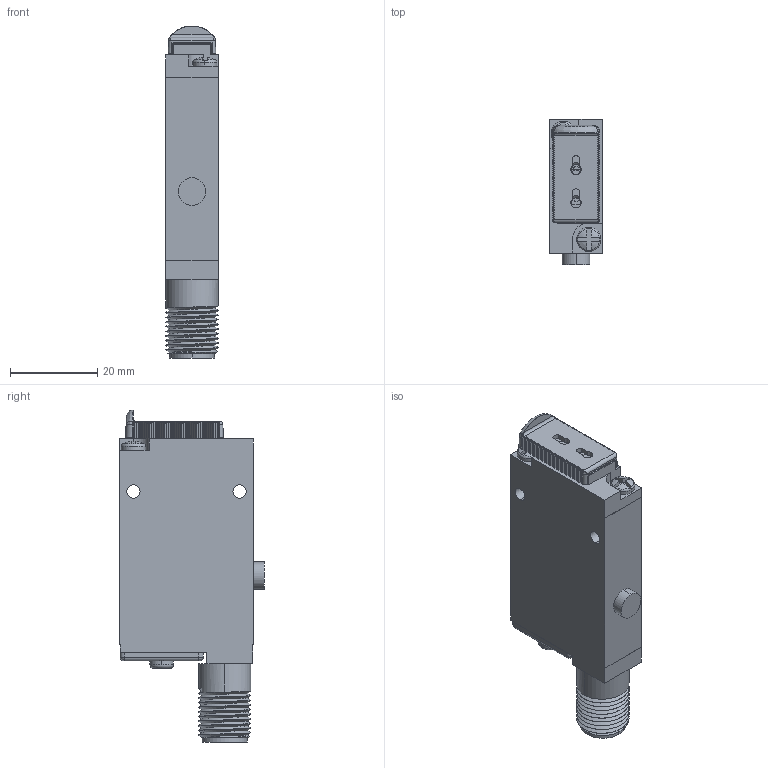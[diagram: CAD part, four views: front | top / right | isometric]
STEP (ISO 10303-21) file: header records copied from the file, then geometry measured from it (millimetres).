
FILE_DESCRIPTION((''),'2;1');
FILE_NAME('154480_SW','2011-01-10T',('banengservice'),('BANNER ENGINEERING'),'PRO/ENGINEER BY PARAMETRIC TECHNOLOGY CORPORATION, 2009141','PRO/ENGINEER BY PARAMETRIC TECHNOLOGY CORPORATION, 2009141','');
FILE_SCHEMA(('CONFIG_CONTROL_DESIGN'));
Length unit declared in the file: inch
Products named in the file (1): 154480_SW
Bounding box: 11.99 x 33.27 x 76.23 mm (x, y, z)
Volume: 8287.2 mm3; surface area: 14290.8 mm2
Topology: 1 solids, 2 shells, 1155 faces, 3233 edges, 2116 vertices
Faces by surface type: plane 773, cylinder 288, bspline 31, torus 30, cone 21, sphere 8, extrusion 4
Entity records: 44435 total; most frequent: CARTESIAN_POINT 14998, ORIENTED_EDGE 6464, DIRECTION 5614, EDGE_CURVE 3232, VECTOR 2414, LINE 2410, VERTEX_POINT 2116, AXIS2_PLACEMENT_3D 1600
